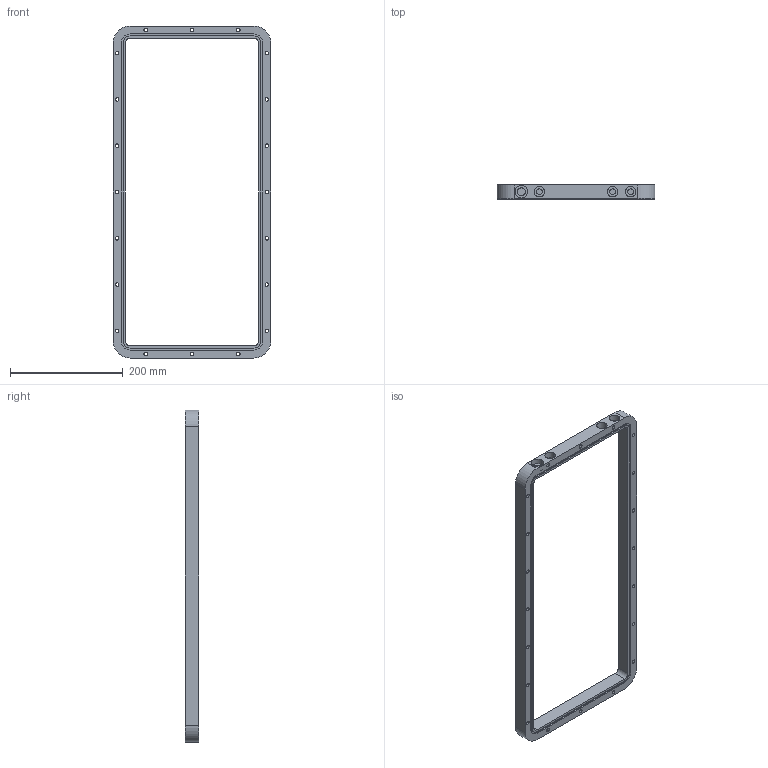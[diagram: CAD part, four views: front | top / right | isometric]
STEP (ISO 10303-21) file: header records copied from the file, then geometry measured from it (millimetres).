
FILE_DESCRIPTION (( 'STEP AP214' ), '1' );
FILE_NAME ('ENCLOSURE, BODY.STEP', '2023-07-09T20:35:10', ( '' ), ( '' ), 'SwSTEP 2.0', 'SolidWorks 2023', '' );
FILE_SCHEMA (( 'AUTOMOTIVE_DESIGN' ));
Length unit declared in the file: millimetre
Products named in the file (1): ENCLOSURE, BODY
Bounding box: 280 x 24.1 x 590 mm (x, y, z)
Volume: 790179.8 mm3; surface area: 174297.8 mm2
Topology: 1 solids, 1 shells, 114 faces, 312 edges, 208 vertices
Faces by surface type: cylinder 80, plane 34
Entity records: 3819 total; most frequent: DIRECTION 702, CARTESIAN_POINT 635, ORIENTED_EDGE 624, EDGE_CURVE 312, AXIS2_PLACEMENT_3D 275, VERTEX_POINT 208, EDGE_LOOP 172, CIRCLE 160
